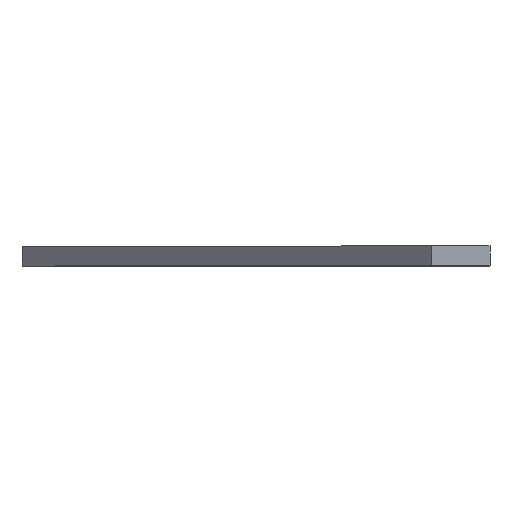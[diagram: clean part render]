
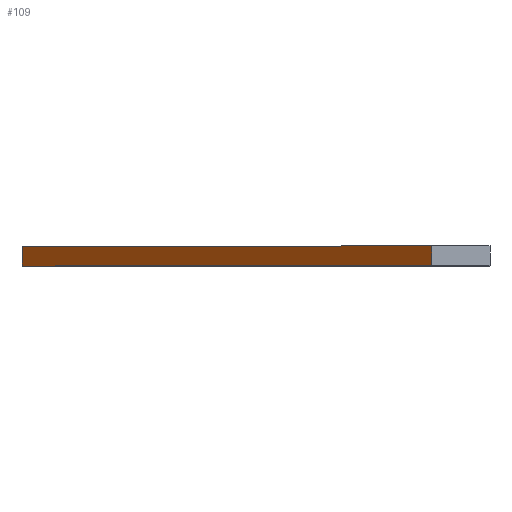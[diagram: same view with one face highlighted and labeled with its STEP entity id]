
A CAD part, top view. The second image highlights one B-rep face of the part: STEP entity #109.
In plain terms, the highlighted planar face has unit normal (-0.707, 0, 0.707).
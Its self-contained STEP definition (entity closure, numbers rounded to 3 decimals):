
#6 = ORIENTED_EDGE ( 'NONE', *, *, #635, .T. ) ;
#23 = VECTOR ( 'NONE', #804, 1000. ) ;
#53 = VERTEX_POINT ( 'NONE', #205 ) ;
#63 = DIRECTION ( 'NONE',  ( 0., -1., 0. ) ) ;
#70 = EDGE_CURVE ( 'NONE', #249, #53, #393, .T. ) ;
#109 = ADVANCED_FACE ( 'NONE', ( #722 ), #255, .F. ) ;
#205 = CARTESIAN_POINT ( 'NONE',  ( -15., 0., 120. ) ) ;
#249 = VERTEX_POINT ( 'NONE', #680 ) ;
#255 = PLANE ( 'NONE',  #740 ) ;
#288 = LINE ( 'NONE', #600, #377 ) ;
#306 = VECTOR ( 'NONE', #63, 1000. ) ;
#324 = EDGE_CURVE ( 'NONE', #422, #249, #610, .T. ) ;
#337 = VERTEX_POINT ( 'NONE', #417 ) ;
#364 = EDGE_CURVE ( 'NONE', #422, #337, #759, .T. ) ;
#367 = CARTESIAN_POINT ( 'NONE',  ( -120., 5., 15. ) ) ;
#377 = VECTOR ( 'NONE', #479, 1000. ) ;
#393 = LINE ( 'NONE', #773, #712 ) ;
#417 = CARTESIAN_POINT ( 'NONE',  ( -120., 0., 15. ) ) ;
#422 = VERTEX_POINT ( 'NONE', #367 ) ;
#433 = CARTESIAN_POINT ( 'NONE',  ( -120., 5., 15. ) ) ;
#475 = EDGE_LOOP ( 'NONE', ( #6, #516, #573, #529 ) ) ;
#479 = DIRECTION ( 'NONE',  ( 0.707, 0., 0.707 ) ) ;
#516 = ORIENTED_EDGE ( 'NONE', *, *, #70, .F. ) ;
#529 = ORIENTED_EDGE ( 'NONE', *, *, #364, .T. ) ;
#535 = DIRECTION ( 'NONE',  ( -0.707, 0., -0.707 ) ) ;
#548 = CARTESIAN_POINT ( 'NONE',  ( -120., 5., 15. ) ) ;
#573 = ORIENTED_EDGE ( 'NONE', *, *, #324, .F. ) ;
#586 = DIRECTION ( 'NONE',  ( 0.707, 0., -0.707 ) ) ;
#600 = CARTESIAN_POINT ( 'NONE',  ( -120., 0., 15. ) ) ;
#610 = LINE ( 'NONE', #548, #23 ) ;
#635 = EDGE_CURVE ( 'NONE', #337, #53, #288, .T. ) ;
#654 = CARTESIAN_POINT ( 'NONE',  ( -120., 5., 15. ) ) ;
#680 = CARTESIAN_POINT ( 'NONE',  ( -15., 5., 120. ) ) ;
#712 = VECTOR ( 'NONE', #776, 1000. ) ;
#722 = FACE_OUTER_BOUND ( 'NONE', #475, .T. ) ;
#740 = AXIS2_PLACEMENT_3D ( 'NONE', #654, #586, #535 ) ;
#759 = LINE ( 'NONE', #433, #306 ) ;
#773 = CARTESIAN_POINT ( 'NONE',  ( -15., 5., 120. ) ) ;
#776 = DIRECTION ( 'NONE',  ( 0., -1., 0. ) ) ;
#804 = DIRECTION ( 'NONE',  ( 0.707, 0., 0.707 ) ) ;
